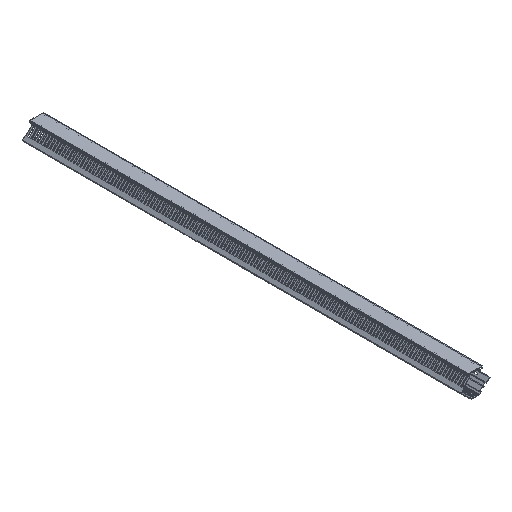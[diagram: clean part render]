
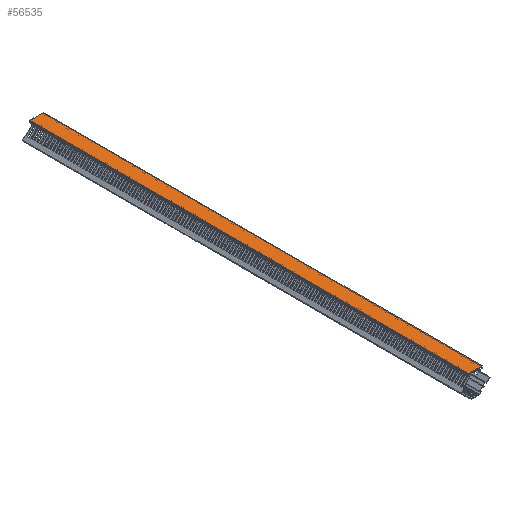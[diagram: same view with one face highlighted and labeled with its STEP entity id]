
A CAD part, isometric view. The second image highlights one B-rep face of the part: STEP entity #56535.
In plain terms, the highlighted planar face has unit normal (0, 0, 1).
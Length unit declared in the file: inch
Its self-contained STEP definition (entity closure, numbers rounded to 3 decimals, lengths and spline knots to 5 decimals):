
#31 = ORIENTED_EDGE ( 'NONE', *, *, #35237, .T. ) ;
#480 = VERTEX_POINT ( 'NONE', #23720 ) ;
#4860 = VECTOR ( 'NONE', #9590, 39.37008 ) ;
#6195 = VECTOR ( 'NONE', #16953, 39.37008 ) ;
#7299 = VECTOR ( 'NONE', #27903, 39.37008 ) ;
#9590 = DIRECTION ( 'NONE',  ( 0., -1., 0. ) ) ;
#16661 = ORIENTED_EDGE ( 'NONE', *, *, #55384, .T. ) ;
#16953 = DIRECTION ( 'NONE',  ( 0., 1., 0. ) ) ;
#21067 = CARTESIAN_POINT ( 'NONE',  ( 1.125, 0., 3.89501 ) ) ;
#22357 = AXIS2_PLACEMENT_3D ( 'NONE', #69342, #55527, #83042 ) ;
#23076 = CARTESIAN_POINT ( 'NONE',  ( -1.125, 72., 3.89501 ) ) ;
#23720 = CARTESIAN_POINT ( 'NONE',  ( 1.125, 0., 3.89501 ) ) ;
#24417 = LINE ( 'NONE', #44136, #6195 ) ;
#26643 = EDGE_CURVE ( 'NONE', #31583, #40040, #77621, .T. ) ;
#26824 = EDGE_LOOP ( 'NONE', ( #31, #50672, #16661, #30754 ) ) ;
#27903 = DIRECTION ( 'NONE',  ( 1., 0., 0. ) ) ;
#30754 = ORIENTED_EDGE ( 'NONE', *, *, #44297, .T. ) ;
#31583 = VERTEX_POINT ( 'NONE', #45444 ) ;
#35237 = EDGE_CURVE ( 'NONE', #81703, #31583, #53598, .T. ) ;
#40040 = VERTEX_POINT ( 'NONE', #72725 ) ;
#44136 = CARTESIAN_POINT ( 'NONE',  ( 1.125, 72., 3.89501 ) ) ;
#44297 = EDGE_CURVE ( 'NONE', #480, #81703, #24417, .T. ) ;
#45444 = CARTESIAN_POINT ( 'NONE',  ( -1.125, 72., 3.89501 ) ) ;
#50672 = ORIENTED_EDGE ( 'NONE', *, *, #26643, .T. ) ;
#53598 = LINE ( 'NONE', #58296, #65383 ) ;
#55384 = EDGE_CURVE ( 'NONE', #40040, #480, #77913, .T. ) ;
#55527 = DIRECTION ( 'NONE',  ( 0., 0., 1. ) ) ;
#56535 = ADVANCED_FACE ( 'NONE', ( #79607 ), #76196, .T. ) ;
#58296 = CARTESIAN_POINT ( 'NONE',  ( 1.125, 72., 3.89501 ) ) ;
#60576 = CARTESIAN_POINT ( 'NONE',  ( 1.125, 72., 3.89501 ) ) ;
#65205 = DIRECTION ( 'NONE',  ( -1., 0., 0. ) ) ;
#65383 = VECTOR ( 'NONE', #65205, 39.37008 ) ;
#69342 = CARTESIAN_POINT ( 'NONE',  ( 1.125, 72., 3.89501 ) ) ;
#72725 = CARTESIAN_POINT ( 'NONE',  ( -1.125, 0., 3.89501 ) ) ;
#76196 = PLANE ( 'NONE',  #22357 ) ;
#77621 = LINE ( 'NONE', #23076, #4860 ) ;
#77913 = LINE ( 'NONE', #21067, #7299 ) ;
#79607 = FACE_OUTER_BOUND ( 'NONE', #26824, .T. ) ;
#81703 = VERTEX_POINT ( 'NONE', #60576 ) ;
#83042 = DIRECTION ( 'NONE',  ( 1., 0., 0. ) ) ;
